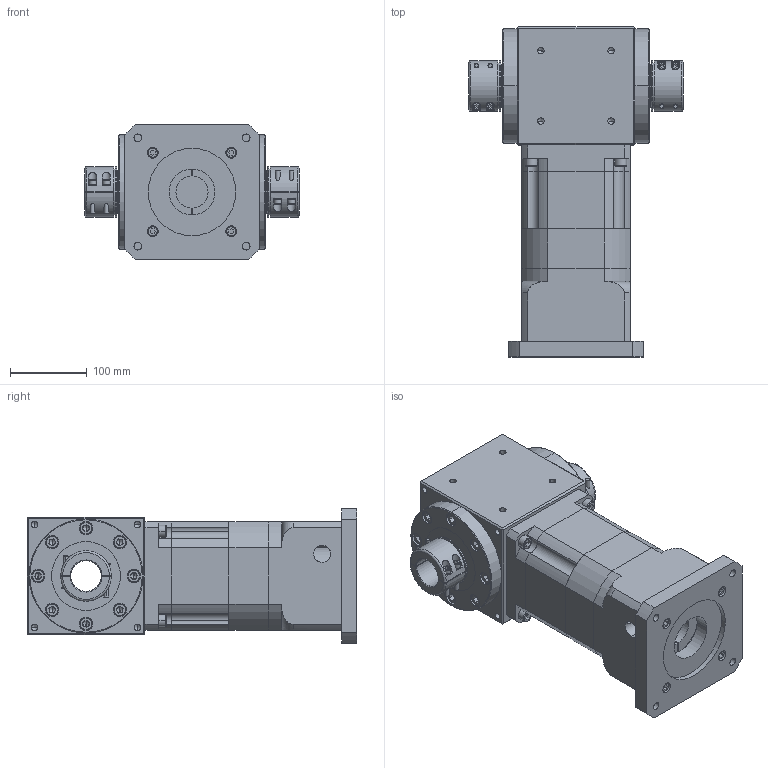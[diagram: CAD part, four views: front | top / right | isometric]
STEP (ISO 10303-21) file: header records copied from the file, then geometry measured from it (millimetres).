
FILE_DESCRIPTION (( 'STEP AP214' ), '1' );
FILE_NAME ('RAM150-L2-XX-D-42-114.3-200-M12_2019.STEP', '2019-05-13T09:42:41', ( 'Y' ), ( 'NCU' ), 'SwSTEP 2.0', 'SolidWorks 2016', '' );
FILE_SCHEMA (( 'AUTOMOTIVE_DESIGN' ));
Length unit declared in the file: millimetre
Products named in the file (1): RAM150-L2-XX-D-42-114.3-200-M12_2019
Bounding box: 280 x 431 x 176 mm (x, y, z)
Volume: 9104980 mm3; surface area: 698982.2 mm2
Topology: 5 solids, 25 shells, 1272 faces, 3002 edges, 1844 vertices
Faces by surface type: plane 618, cylinder 436, cone 142, torus 76
Entity records: 39301 total; most frequent: CARTESIAN_POINT 7801, DIRECTION 6644, ORIENTED_EDGE 5812, EDGE_CURVE 2906, AXIS2_PLACEMENT_3D 2545, VERTEX_POINT 1844, VECTOR 1554, LINE 1554
